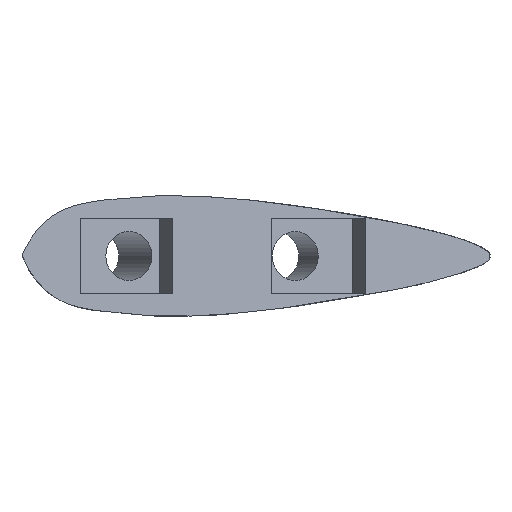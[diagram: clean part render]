
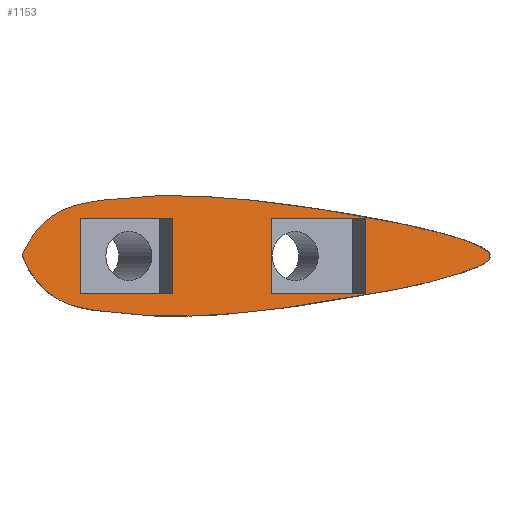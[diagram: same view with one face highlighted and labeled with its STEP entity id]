
A CAD part, top view. The second image highlights one B-rep face of the part: STEP entity #1153.
In plain terms, the highlighted planar face has unit normal (0.342, 0, 0.94).
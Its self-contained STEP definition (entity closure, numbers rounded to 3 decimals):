
#29=FACE_BOUND('',#191,.T.);
#30=FACE_BOUND('',#192,.T.);
#44=PLANE('',#1246);
#119=FACE_OUTER_BOUND('',#190,.T.);
#190=EDGE_LOOP('',(#988,#989));
#191=EDGE_LOOP('',(#990,#991,#992,#993));
#192=EDGE_LOOP('',(#994,#995,#996,#997));
#293=B_SPLINE_CURVE_WITH_KNOTS('',3,(#4717,#4718,#4719,#4720,#4721,#4722,
#4723,#4724,#4725,#4726,#4727,#4728,#4729,#4730,#4731,#4732,#4733,#4734,
#4735,#4736,#4737,#4738,#4739,#4740,#4741,#4742),.UNSPECIFIED.,.F.,.F.,
(4,2,2,2,2,2,2,2,2,2,2,2,4),(-13.278,-11.792,-10.067,
-6.876,-3.551,-1.652,-0.409,
-0.129,-0.062,-0.036,-0.022,
-0.012,0.),.UNSPECIFIED.);
#294=B_SPLINE_CURVE_WITH_KNOTS('',3,(#4743,#4744,#4745,#4746,#4747,#4748,
#4749,#4750,#4751,#4752,#4753,#4754,#4755,#4756,#4757,#4758,#4759,#4760,
#4761,#4762,#4763,#4764,#4765,#4766,#4767,#4768),.UNSPECIFIED.,.F.,.F.,
(4,2,2,2,2,2,2,2,2,2,2,2,4),(-1.769,-1.769,-1.769,
-1.768,-1.768,-1.767,-1.765,
-1.739,-1.621,-1.324,-0.842,
-0.438,0.),.UNSPECIFIED.);
#337=LINE('',#2854,#404);
#340=LINE('',#2859,#407);
#346=LINE('',#2875,#413);
#349=LINE('',#2880,#416);
#353=LINE('',#4713,#420);
#354=LINE('',#4769,#421);
#355=LINE('',#4771,#422);
#356=LINE('',#4772,#423);
#404=VECTOR('',#1397,10.);
#407=VECTOR('',#1402,10.);
#413=VECTOR('',#1414,10.);
#416=VECTOR('',#1419,10.);
#420=VECTOR('',#1449,10.);
#421=VECTOR('',#1452,10.);
#422=VECTOR('',#1453,10.);
#423=VECTOR('',#1454,10.);
#518=VERTEX_POINT('',#2851);
#519=VERTEX_POINT('',#2853);
#520=VERTEX_POINT('',#2857);
#526=VERTEX_POINT('',#2872);
#527=VERTEX_POINT('',#2874);
#528=VERTEX_POINT('',#2878);
#535=VERTEX_POINT('',#4711);
#536=VERTEX_POINT('',#4715);
#537=VERTEX_POINT('',#4716);
#538=VERTEX_POINT('',#4770);
#662=EDGE_CURVE('',#519,#518,#337,.T.);
#665=EDGE_CURVE('',#518,#520,#340,.T.);
#672=EDGE_CURVE('',#527,#526,#346,.T.);
#675=EDGE_CURVE('',#526,#528,#349,.T.);
#699=EDGE_CURVE('',#528,#535,#353,.T.);
#700=EDGE_CURVE('',#536,#537,#293,.T.);
#701=EDGE_CURVE('',#537,#536,#294,.T.);
#702=EDGE_CURVE('',#535,#527,#354,.T.);
#703=EDGE_CURVE('',#520,#538,#355,.T.);
#704=EDGE_CURVE('',#538,#519,#356,.T.);
#988=ORIENTED_EDGE('',*,*,#700,.T.);
#989=ORIENTED_EDGE('',*,*,#701,.T.);
#990=ORIENTED_EDGE('',*,*,#699,.T.);
#991=ORIENTED_EDGE('',*,*,#702,.T.);
#992=ORIENTED_EDGE('',*,*,#672,.T.);
#993=ORIENTED_EDGE('',*,*,#675,.T.);
#994=ORIENTED_EDGE('',*,*,#665,.T.);
#995=ORIENTED_EDGE('',*,*,#703,.T.);
#996=ORIENTED_EDGE('',*,*,#704,.T.);
#997=ORIENTED_EDGE('',*,*,#662,.T.);
#1153=ADVANCED_FACE('',(#119,#29,#30),#44,.T.);
#1246=AXIS2_PLACEMENT_3D('',#4714,#1450,#1451);
#1397=DIRECTION('',(0.,1.,0.));
#1402=DIRECTION('',(0.94,0.,-0.342));
#1414=DIRECTION('',(0.,1.,0.));
#1419=DIRECTION('',(0.94,0.,-0.342));
#1449=DIRECTION('',(0.,-1.,0.));
#1450=DIRECTION('center_axis',(0.342,0.,0.94));
#1451=DIRECTION('ref_axis',(0.94,0.,-0.342));
#1452=DIRECTION('',(-0.94,0.,0.342));
#1453=DIRECTION('',(0.,-1.,0.));
#1454=DIRECTION('',(-0.94,0.,0.342));
#2851=CARTESIAN_POINT('',(1.732,5.,31.227));
#2853=CARTESIAN_POINT('',(1.732,-5.,31.227));
#2854=CARTESIAN_POINT('',(1.732,-2.5,31.227));
#2857=CARTESIAN_POINT('',(13.948,5.,26.781));
#2859=CARTESIAN_POINT('',(13.654,5.,26.888));
#2872=CARTESIAN_POINT('',(27.104,5.,21.992));
#2874=CARTESIAN_POINT('',(27.104,-5.,21.992));
#2875=CARTESIAN_POINT('',(27.104,-2.5,21.992));
#2878=CARTESIAN_POINT('',(39.602,5.,17.443));
#2880=CARTESIAN_POINT('',(26.339,5.,22.271));
#4711=CARTESIAN_POINT('',(39.602,-5.,17.443));
#4713=CARTESIAN_POINT('',(39.602,2.5,17.443));
#4714=CARTESIAN_POINT('Origin',(25.944,0.,22.415));
#4715=CARTESIAN_POINT('',(-6.,0.,34.041));
#4716=CARTESIAN_POINT('',(56.087,0.,11.443));
#4717=CARTESIAN_POINT('Ctrl Pts',(-6.,0.,34.041));
#4718=CARTESIAN_POINT('Ctrl Pts',(-5.528,-1.18,33.869));
#4719=CARTESIAN_POINT('Ctrl Pts',(-4.821,-2.412,33.612));
#4720=CARTESIAN_POINT('Ctrl Pts',(-2.885,-4.713,32.907));
#4721=CARTESIAN_POINT('Ctrl Pts',(-1.83,-5.436,32.523));
#4722=CARTESIAN_POINT('Ctrl Pts',(0.692,-6.748,31.605));
#4723=CARTESIAN_POINT('Ctrl Pts',(2.61,-7.262,30.907));
#4724=CARTESIAN_POINT('Ctrl Pts',(13.228,-8.179,27.043));
#4725=CARTESIAN_POINT('Ctrl Pts',(18.285,-8.178,25.202));
#4726=CARTESIAN_POINT('Ctrl Pts',(31.643,-6.562,20.34));
#4727=CARTESIAN_POINT('Ctrl Pts',(37.432,-5.66,18.233));
#4728=CARTESIAN_POINT('Ctrl Pts',(45.495,-4.089,15.299));
#4729=CARTESIAN_POINT('Ctrl Pts',(49.782,-3.158,13.738));
#4730=CARTESIAN_POINT('Ctrl Pts',(53.518,-1.85,12.379));
#4731=CARTESIAN_POINT('Ctrl Pts',(54.64,-1.429,11.97));
#4732=CARTESIAN_POINT('Ctrl Pts',(55.576,-0.848,11.629));
#4733=CARTESIAN_POINT('Ctrl Pts',(55.785,-0.701,11.553));
#4734=CARTESIAN_POINT('Ctrl Pts',(55.991,-0.484,11.478));
#4735=CARTESIAN_POINT('Ctrl Pts',(56.048,-0.414,11.458));
#4736=CARTESIAN_POINT('Ctrl Pts',(56.107,-0.3,11.436));
#4737=CARTESIAN_POINT('Ctrl Pts',(56.123,-0.256,11.43));
#4738=CARTESIAN_POINT('Ctrl Pts',(56.136,-0.176,11.425));
#4739=CARTESIAN_POINT('Ctrl Pts',(56.136,-0.14,11.425));
#4740=CARTESIAN_POINT('Ctrl Pts',(56.122,-0.067,
11.43));
#4741=CARTESIAN_POINT('Ctrl Pts',(56.108,-0.032,
11.436));
#4742=CARTESIAN_POINT('Ctrl Pts',(56.087,0.,11.443));
#4743=CARTESIAN_POINT('Ctrl Pts',(56.087,0.,11.443));
#4744=CARTESIAN_POINT('Ctrl Pts',(56.098,0.017,11.439));
#4745=CARTESIAN_POINT('Ctrl Pts',(56.107,0.035,11.436));
#4746=CARTESIAN_POINT('Ctrl Pts',(56.122,0.071,11.431));
#4747=CARTESIAN_POINT('Ctrl Pts',(56.127,0.09,11.429));
#4748=CARTESIAN_POINT('Ctrl Pts',(56.137,0.147,11.425));
#4749=CARTESIAN_POINT('Ctrl Pts',(56.136,0.185,11.426));
#4750=CARTESIAN_POINT('Ctrl Pts',(56.117,0.28,11.432));
#4751=CARTESIAN_POINT('Ctrl Pts',(56.092,0.334,11.442));
#4752=CARTESIAN_POINT('Ctrl Pts',(55.978,0.519,11.483));
#4753=CARTESIAN_POINT('Ctrl Pts',(55.833,0.649,11.536));
#4754=CARTESIAN_POINT('Ctrl Pts',(55.193,1.138,11.769));
#4755=CARTESIAN_POINT('Ctrl Pts',(54.387,1.491,12.062));
#4756=CARTESIAN_POINT('Ctrl Pts',(49.121,3.627,13.979));
#4757=CARTESIAN_POINT('Ctrl Pts',(39.18,5.313,17.597));
#4758=CARTESIAN_POINT('Ctrl Pts',(21.845,8.144,23.906));
#4759=CARTESIAN_POINT('Ctrl Pts',(15.376,8.027,26.261));
#4760=CARTESIAN_POINT('Ctrl Pts',(9.055,7.953,28.562));
#4761=CARTESIAN_POINT('Ctrl Pts',(5.313,7.475,29.924));
#4762=CARTESIAN_POINT('Ctrl Pts',(2.502,7.089,30.947));
#4763=CARTESIAN_POINT('Ctrl Pts',(1.064,6.776,31.47));
#4764=CARTESIAN_POINT('Ctrl Pts',(-1.267,5.796,32.319));
#4765=CARTESIAN_POINT('Ctrl Pts',(-2.372,5.128,32.721));
#4766=CARTESIAN_POINT('Ctrl Pts',(-4.596,2.813,33.53));
#4767=CARTESIAN_POINT('Ctrl Pts',(-5.462,1.345,33.845));
#4768=CARTESIAN_POINT('Ctrl Pts',(-6.,0.,34.041));
#4769=CARTESIAN_POINT('',(32.588,-5.,19.996));
#4770=CARTESIAN_POINT('',(13.948,-5.,26.781));
#4771=CARTESIAN_POINT('',(13.948,2.5,26.781));
#4772=CARTESIAN_POINT('',(19.762,-5.,24.665));
